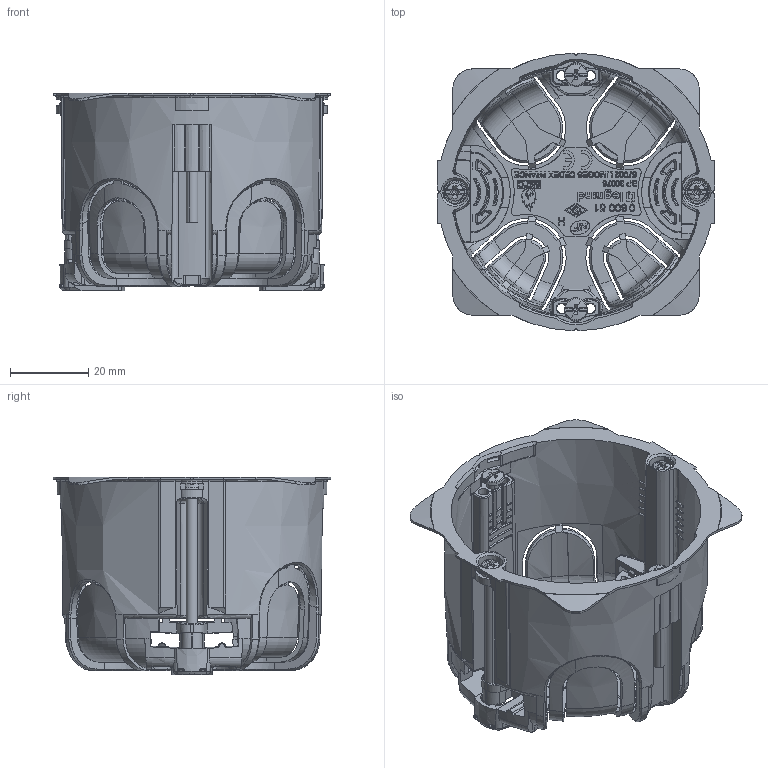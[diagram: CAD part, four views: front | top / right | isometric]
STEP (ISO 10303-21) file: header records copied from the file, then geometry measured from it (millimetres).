
FILE_DESCRIPTION(('CATIA V5 STEP Exchange','CAx-IF Rec.Pracs.--- Model Styling and Organization---1.4--- 2014-01-23'),'2;1');
FILE_NAME('080051 _AllCATPart.stp','2021-04-27T07:51:11+00:00',('none'),('none'),'CATIA Version 5-6 Release 2017 SP5','CATIA V5 STEP AP214','none');
FILE_SCHEMA(('AUTOMOTIVE_DESIGN { 1 0 10303 214 1 1 1 1 }'));
Length unit declared in the file: millimetre
Products named in the file (1): 080051 _AllCATPart
Bounding box: 71 x 70.99 x 50.6 mm (x, y, z)
Volume: 23631.7 mm3; surface area: 34152.6 mm2
Topology: 35 solids, 35 shells, 7086 faces, 20398 edges, 13336 vertices
Faces by surface type: plane 5236, bspline 668, cone 367, cylinder 331, torus 262, extrusion 170, sphere 52
Entity records: 261232 total; most frequent: CARTESIAN_POINT 88680, ORIENTED_EDGE 40652, DIRECTION 27624, EDGE_CURVE 20326, VECTOR 15134, LINE 14964, VERTEX_POINT 13336, EDGE_LOOP 7216
